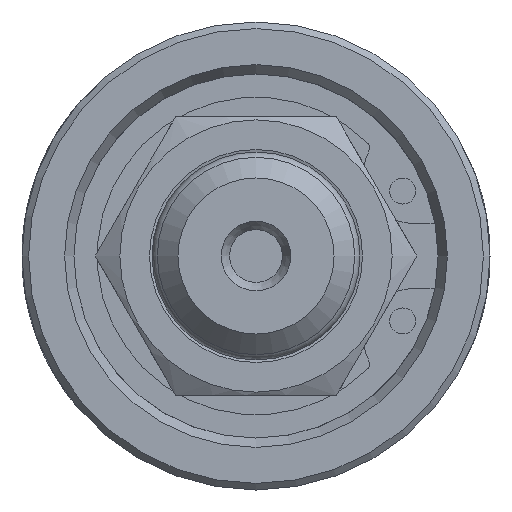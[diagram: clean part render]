
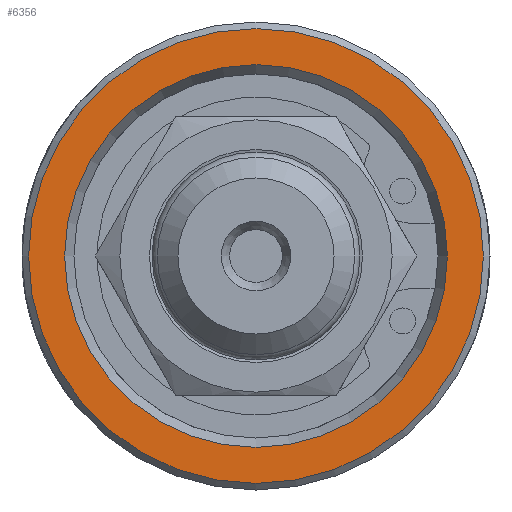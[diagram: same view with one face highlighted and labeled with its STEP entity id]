
A CAD part, left-side view. The second image highlights one B-rep face of the part: STEP entity #6356.
In plain terms, the highlighted planar face has unit normal (-1, 0, 0).
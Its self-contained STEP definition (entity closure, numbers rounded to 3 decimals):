
#71=FACE_BOUND('',#2200,.T.);
#1803=FACE_OUTER_BOUND('',#2199,.T.);
#2199=EDGE_LOOP('',(#5885));
#2200=EDGE_LOOP('',(#5886,#5887));
#2427=CIRCLE('',#6807,13.785);
#2428=CIRCLE('',#6809,11.6);
#2429=CIRCLE('',#6810,11.6);
#3062=VERTEX_POINT('',#53690);
#3063=VERTEX_POINT('',#53694);
#3064=VERTEX_POINT('',#53695);
#4007=EDGE_CURVE('',#3062,#3062,#2427,.T.);
#4008=EDGE_CURVE('',#3063,#3064,#2428,.T.);
#4009=EDGE_CURVE('',#3064,#3063,#2429,.T.);
#5885=ORIENTED_EDGE('',*,*,#4007,.F.);
#5886=ORIENTED_EDGE('',*,*,#4008,.T.);
#5887=ORIENTED_EDGE('',*,*,#4009,.T.);
#6003=PLANE('',#6808);
#6356=ADVANCED_FACE('',(#1803,#71),#6003,.T.);
#6807=AXIS2_PLACEMENT_3D('',#53692,#8018,#8019);
#6808=AXIS2_PLACEMENT_3D('',#53693,#8020,#8021);
#6809=AXIS2_PLACEMENT_3D('',#53696,#8022,#8023);
#6810=AXIS2_PLACEMENT_3D('',#53697,#8024,#8025);
#8018=DIRECTION('center_axis',(1.,0.,0.));
#8019=DIRECTION('ref_axis',(0.,-1.,0.));
#8020=DIRECTION('center_axis',(-1.,0.,0.));
#8021=DIRECTION('ref_axis',(0.,0.,1.));
#8022=DIRECTION('center_axis',(1.,0.,0.));
#8023=DIRECTION('ref_axis',(0.,1.,0.));
#8024=DIRECTION('center_axis',(1.,0.,0.));
#8025=DIRECTION('ref_axis',(0.,1.,0.));
#53690=CARTESIAN_POINT('',(0.,13.785,0.));
#53692=CARTESIAN_POINT('Origin',(0.,0.,0.));
#53693=CARTESIAN_POINT('Origin',(0.,7.093,0.));
#53694=CARTESIAN_POINT('',(0.,11.6,0.));
#53695=CARTESIAN_POINT('',(0.,-11.6,0.));
#53696=CARTESIAN_POINT('Origin',(0.,0.,0.));
#53697=CARTESIAN_POINT('Origin',(0.,0.,0.));
